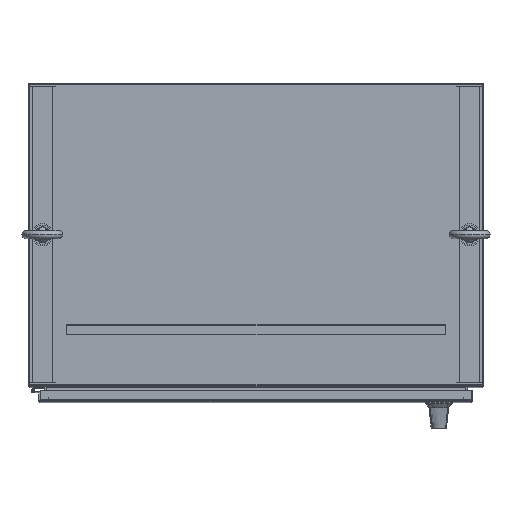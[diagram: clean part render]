
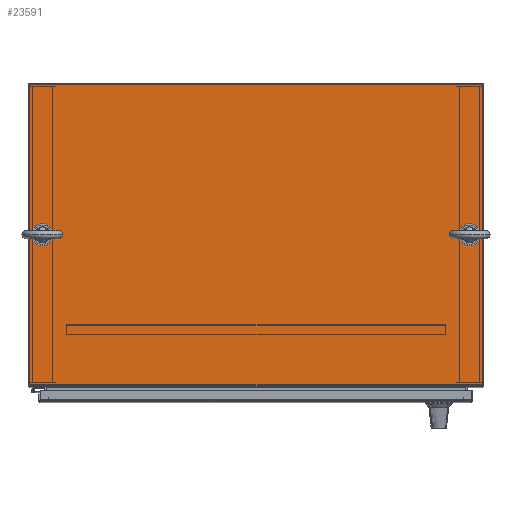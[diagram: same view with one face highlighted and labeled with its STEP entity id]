
A CAD part, top view. The second image highlights one B-rep face of the part: STEP entity #23591.
In plain terms, the highlighted planar face has unit normal (0, 0, 1).
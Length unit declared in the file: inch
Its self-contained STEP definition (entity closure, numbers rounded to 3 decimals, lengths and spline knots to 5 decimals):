
#1376 = CARTESIAN_POINT ( 'NONE',  ( -36.80539, -18., 60.06 ) ) ;
#2106 = AXIS2_PLACEMENT_3D ( 'NONE', #66763, #71839, #18358 ) ;
#2214 = VERTEX_POINT ( 'NONE', #44297 ) ;
#3634 = CARTESIAN_POINT ( 'NONE',  ( -0.93539, -17.857, 60.06 ) ) ;
#3672 = CIRCLE ( 'NONE', #49802, 0.375 ) ;
#4640 = ORIENTED_EDGE ( 'NONE', *, *, #27757, .T. ) ;
#5351 = EDGE_LOOP ( 'NONE', ( #60045, #51068 ) ) ;
#5570 = DIRECTION ( 'NONE',  ( 1., 0., 0. ) ) ;
#5956 = FACE_BOUND ( 'NONE', #34637, .T. ) ;
#7667 = VECTOR ( 'NONE', #49272, 39.37008 ) ;
#11823 = CARTESIAN_POINT ( 'NONE',  ( -36.18039, -5.968, 60.06 ) ) ;
#12182 = VECTOR ( 'NONE', #62725, 39.37008 ) ;
#12281 = VECTOR ( 'NONE', #71237, 39.37008 ) ;
#13483 = EDGE_CURVE ( 'NONE', #38115, #19342, #61574, .T. ) ;
#18358 = DIRECTION ( 'NONE',  ( 1., 0., 0. ) ) ;
#18930 = ORIENTED_EDGE ( 'NONE', *, *, #45129, .T. ) ;
#19342 = VERTEX_POINT ( 'NONE', #40487 ) ;
#21332 = CARTESIAN_POINT ( 'NONE',  ( -0.93539, -18., 60.06 ) ) ;
#23505 = FACE_BOUND ( 'NONE', #5351, .T. ) ;
#23591 = ADVANCED_FACE ( 'NONE', ( #76980, #23505, #5956 ), #47303, .T. ) ;
#25634 = EDGE_CURVE ( 'NONE', #46779, #2214, #38907, .T. ) ;
#25801 = CARTESIAN_POINT ( 'NONE',  ( -36.80539, -17.857, 60.06 ) ) ;
#25853 = CARTESIAN_POINT ( 'NONE',  ( -36.80539, 6., 60.06 ) ) ;
#27370 = VERTEX_POINT ( 'NONE', #39294 ) ;
#27757 = EDGE_CURVE ( 'NONE', #43117, #56303, #55248, .T. ) ;
#27905 = AXIS2_PLACEMENT_3D ( 'NONE', #72280, #42633, #5570 ) ;
#29500 = DIRECTION ( 'NONE',  ( 0., 0., -1. ) ) ;
#33253 = CARTESIAN_POINT ( 'NONE',  ( -36.80539, 6., 60.06 ) ) ;
#34637 = EDGE_LOOP ( 'NONE', ( #44788, #52958 ) ) ;
#35608 = DIRECTION ( 'NONE',  ( 0., 0., 1. ) ) ;
#37761 = AXIS2_PLACEMENT_3D ( 'NONE', #41464, #35608, #59448 ) ;
#38115 = VERTEX_POINT ( 'NONE', #54188 ) ;
#38907 = LINE ( 'NONE', #21332, #12182 ) ;
#39294 = CARTESIAN_POINT ( 'NONE',  ( -35.43039, -5.968, 60.06 ) ) ;
#39965 = ORIENTED_EDGE ( 'NONE', *, *, #25634, .T. ) ;
#40487 = CARTESIAN_POINT ( 'NONE',  ( -1.56039, -5.968, 60.06 ) ) ;
#41260 = AXIS2_PLACEMENT_3D ( 'NONE', #42749, #29500, #41978 ) ;
#41464 = CARTESIAN_POINT ( 'NONE',  ( -36.80539, -18., 60.06 ) ) ;
#41978 = DIRECTION ( 'NONE',  ( 1., 0., 0. ) ) ;
#42633 = DIRECTION ( 'NONE',  ( 0., 0., -1. ) ) ;
#42749 = CARTESIAN_POINT ( 'NONE',  ( -35.80539, -5.968, 60.06 ) ) ;
#42992 = LINE ( 'NONE', #25801, #43801 ) ;
#43117 = VERTEX_POINT ( 'NONE', #33253 ) ;
#43801 = VECTOR ( 'NONE', #59116, 39.37008 ) ;
#44297 = CARTESIAN_POINT ( 'NONE',  ( -0.93539, 6., 60.06 ) ) ;
#44788 = ORIENTED_EDGE ( 'NONE', *, *, #59273, .T. ) ;
#45129 = EDGE_CURVE ( 'NONE', #56303, #46779, #42992, .T. ) ;
#46779 = VERTEX_POINT ( 'NONE', #3634 ) ;
#47303 = PLANE ( 'NONE',  #37761 ) ;
#49272 = DIRECTION ( 'NONE',  ( -1., 0., 0. ) ) ;
#49350 = VERTEX_POINT ( 'NONE', #11823 ) ;
#49802 = AXIS2_PLACEMENT_3D ( 'NONE', #72323, #69153, #62925 ) ;
#50033 = LINE ( 'NONE', #25853, #7667 ) ;
#51068 = ORIENTED_EDGE ( 'NONE', *, *, #13483, .T. ) ;
#51941 = CIRCLE ( 'NONE', #2106, 0.375 ) ;
#52958 = ORIENTED_EDGE ( 'NONE', *, *, #66431, .T. ) ;
#54188 = CARTESIAN_POINT ( 'NONE',  ( -2.31039, -5.968, 60.06 ) ) ;
#55248 = LINE ( 'NONE', #1376, #12281 ) ;
#55942 = EDGE_CURVE ( 'NONE', #19342, #38115, #3672, .T. ) ;
#56303 = VERTEX_POINT ( 'NONE', #58906 ) ;
#58906 = CARTESIAN_POINT ( 'NONE',  ( -36.80539, -17.857, 60.06 ) ) ;
#59116 = DIRECTION ( 'NONE',  ( 1., 0., 0. ) ) ;
#59273 = EDGE_CURVE ( 'NONE', #27370, #49350, #74914, .T. ) ;
#59448 = DIRECTION ( 'NONE',  ( 1., 0., 0. ) ) ;
#59698 = EDGE_CURVE ( 'NONE', #2214, #43117, #50033, .T. ) ;
#60045 = ORIENTED_EDGE ( 'NONE', *, *, #55942, .T. ) ;
#61574 = CIRCLE ( 'NONE', #27905, 0.375 ) ;
#62725 = DIRECTION ( 'NONE',  ( 0., 1., 0. ) ) ;
#62925 = DIRECTION ( 'NONE',  ( 1., 0., 0. ) ) ;
#66431 = EDGE_CURVE ( 'NONE', #49350, #27370, #51941, .T. ) ;
#66763 = CARTESIAN_POINT ( 'NONE',  ( -35.80539, -5.968, 60.06 ) ) ;
#69153 = DIRECTION ( 'NONE',  ( 0., 0., -1. ) ) ;
#71237 = DIRECTION ( 'NONE',  ( 0., -1., 0. ) ) ;
#71839 = DIRECTION ( 'NONE',  ( 0., 0., -1. ) ) ;
#72280 = CARTESIAN_POINT ( 'NONE',  ( -1.93539, -5.968, 60.06 ) ) ;
#72323 = CARTESIAN_POINT ( 'NONE',  ( -1.93539, -5.968, 60.06 ) ) ;
#74655 = EDGE_LOOP ( 'NONE', ( #39965, #77074, #4640, #18930 ) ) ;
#74914 = CIRCLE ( 'NONE', #41260, 0.375 ) ;
#76980 = FACE_OUTER_BOUND ( 'NONE', #74655, .T. ) ;
#77074 = ORIENTED_EDGE ( 'NONE', *, *, #59698, .T. ) ;
